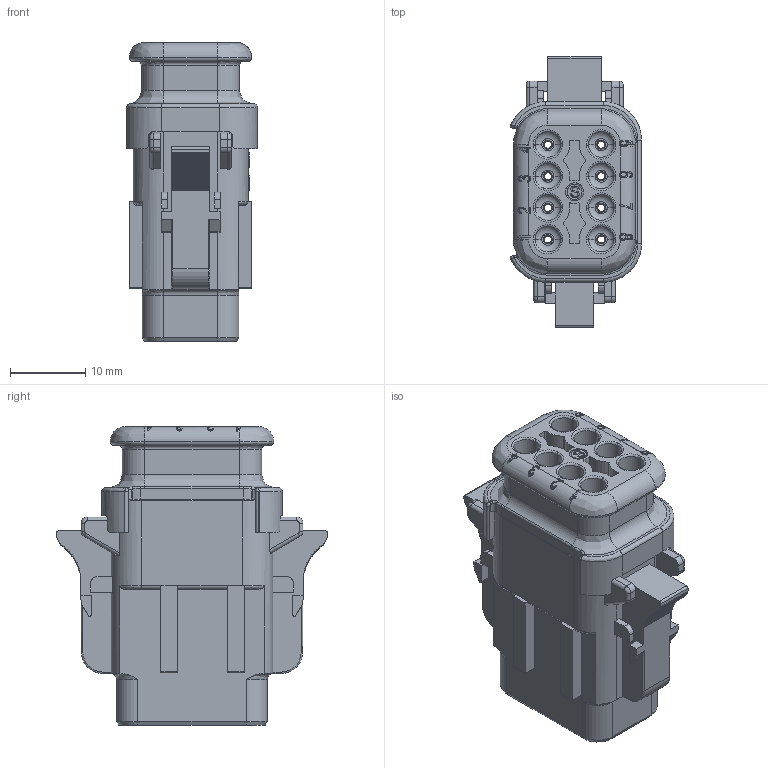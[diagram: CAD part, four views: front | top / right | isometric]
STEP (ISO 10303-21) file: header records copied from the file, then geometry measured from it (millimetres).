
FILE_DESCRIPTION (( 'STEP AP214' ), '1' );
FILE_NAME ('ATM06-08SB-SR1BK.STEP', '2019-02-25T21:37:46', ( '' ), ( '' ), 'SwSTEP 2.0', 'SolidWorks 2018', '' );
FILE_SCHEMA (( 'AUTOMOTIVE_DESIGN' ));
Length unit declared in the file: inch
Products named in the file (1): ATM06-08SB-SR1BK
Bounding box: 17.41 x 36.03 x 39.74 mm (x, y, z)
Volume: 11282 mm3; surface area: 6851.1 mm2
Topology: 1 solids, 1 shells, 1487 faces, 4109 edges, 2691 vertices
Faces by surface type: plane 869, bspline 313, cylinder 274, torus 23, cone 8
Entity records: 54584 total; most frequent: CARTESIAN_POINT 19620, ORIENTED_EDGE 8218, DIRECTION 5670, EDGE_CURVE 4109, LINE 2694, VECTOR 2694, VERTEX_POINT 2691, EDGE_LOOP 1584
